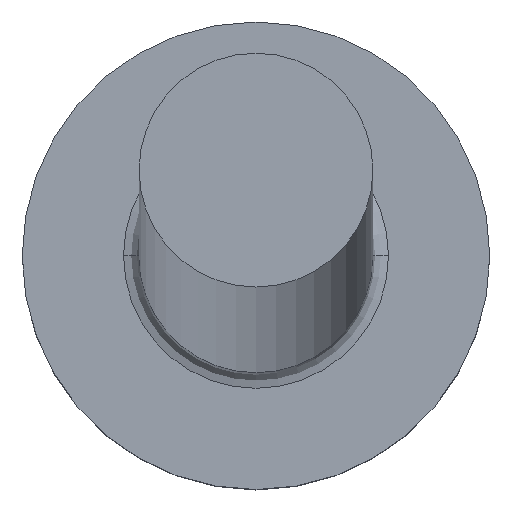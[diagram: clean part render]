
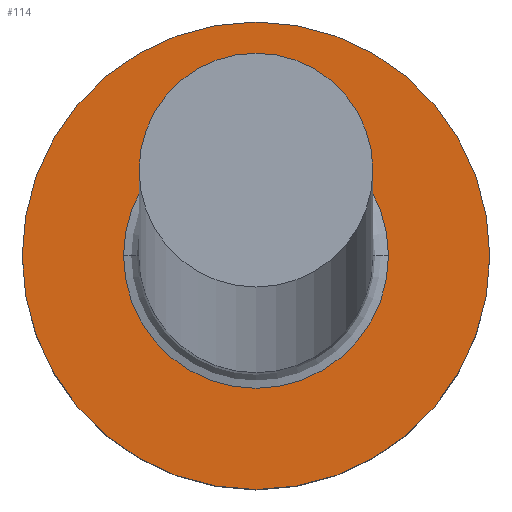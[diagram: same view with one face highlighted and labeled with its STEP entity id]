
A CAD part, top view. The second image highlights one B-rep face of the part: STEP entity #114.
In plain terms, the highlighted planar face has unit normal (0, 0, 1).
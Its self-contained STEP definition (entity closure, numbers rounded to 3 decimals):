
#9 = CARTESIAN_POINT ( 'NONE',  ( 0., 0., 3. ) ) ;
#11 = DIRECTION ( 'NONE',  ( 1., 0., 0. ) ) ;
#18 = CARTESIAN_POINT ( 'NONE',  ( 0., 0., 3. ) ) ;
#32 = DIRECTION ( 'NONE',  ( 0., 0., -1. ) ) ;
#33 = VERTEX_POINT ( 'NONE', #97 ) ;
#35 = ORIENTED_EDGE ( 'NONE', *, *, #214, .T. ) ;
#36 = DIRECTION ( 'NONE',  ( 1., 0., 0. ) ) ;
#39 = FACE_BOUND ( 'NONE', #55, .T. ) ;
#40 = AXIS2_PLACEMENT_3D ( 'NONE', #9, #32, #36 ) ;
#46 = AXIS2_PLACEMENT_3D ( 'NONE', #122, #147, #83 ) ;
#55 = EDGE_LOOP ( 'NONE', ( #242, #140 ) ) ;
#60 = DIRECTION ( 'NONE',  ( 1., 0., 0. ) ) ;
#62 = DIRECTION ( 'NONE',  ( 0., 0., -1. ) ) ;
#69 = AXIS2_PLACEMENT_3D ( 'NONE', #177, #144, #11 ) ;
#72 = VERTEX_POINT ( 'NONE', #132 ) ;
#77 = CIRCLE ( 'NONE', #69, 3. ) ;
#83 = DIRECTION ( 'NONE',  ( 1., 0., 0. ) ) ;
#92 = EDGE_LOOP ( 'NONE', ( #35, #264 ) ) ;
#97 = CARTESIAN_POINT ( 'NONE',  ( -3., 0., 3. ) ) ;
#103 = DIRECTION ( 'NONE',  ( 0., 0., 1. ) ) ;
#105 = PLANE ( 'NONE',  #161 ) ;
#114 = ADVANCED_FACE ( 'NONE', ( #39, #223 ), #105, .T. ) ;
#122 = CARTESIAN_POINT ( 'NONE',  ( 0., 0., 3. ) ) ;
#132 = CARTESIAN_POINT ( 'NONE',  ( -1.7, 0., 3. ) ) ;
#140 = ORIENTED_EDGE ( 'NONE', *, *, #183, .T. ) ;
#141 = EDGE_CURVE ( 'NONE', #286, #72, #285, .T. ) ;
#144 = DIRECTION ( 'NONE',  ( 0., 0., 1. ) ) ;
#147 = DIRECTION ( 'NONE',  ( 0., 0., 1. ) ) ;
#161 = AXIS2_PLACEMENT_3D ( 'NONE', #18, #103, #251 ) ;
#165 = VERTEX_POINT ( 'NONE', #175 ) ;
#175 = CARTESIAN_POINT ( 'NONE',  ( 3., 0., 3. ) ) ;
#177 = CARTESIAN_POINT ( 'NONE',  ( 0., 0., 3. ) ) ;
#183 = EDGE_CURVE ( 'NONE', #72, #286, #231, .T. ) ;
#198 = CIRCLE ( 'NONE', #46, 3. ) ;
#199 = CARTESIAN_POINT ( 'NONE',  ( 0., 0., 3. ) ) ;
#204 = EDGE_CURVE ( 'NONE', #165, #33, #198, .T. ) ;
#214 = EDGE_CURVE ( 'NONE', #33, #165, #77, .T. ) ;
#223 = FACE_OUTER_BOUND ( 'NONE', #92, .T. ) ;
#231 = CIRCLE ( 'NONE', #40, 1.7 ) ;
#235 = AXIS2_PLACEMENT_3D ( 'NONE', #199, #62, #60 ) ;
#242 = ORIENTED_EDGE ( 'NONE', *, *, #141, .T. ) ;
#251 = DIRECTION ( 'NONE',  ( 1., 0., 0. ) ) ;
#264 = ORIENTED_EDGE ( 'NONE', *, *, #204, .T. ) ;
#285 = CIRCLE ( 'NONE', #235, 1.7 ) ;
#286 = VERTEX_POINT ( 'NONE', #289 ) ;
#289 = CARTESIAN_POINT ( 'NONE',  ( 1.7, 0., 3. ) ) ;
